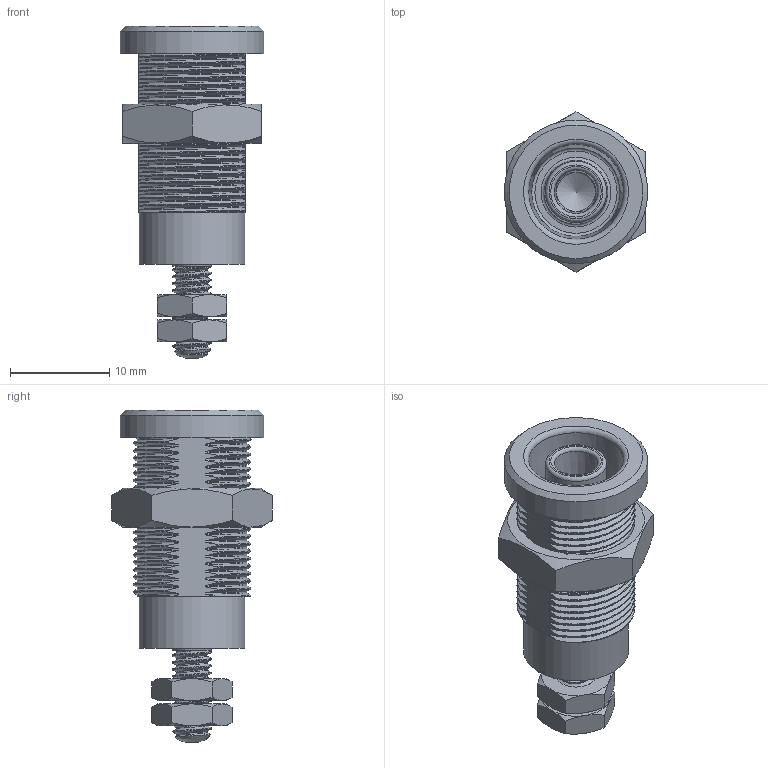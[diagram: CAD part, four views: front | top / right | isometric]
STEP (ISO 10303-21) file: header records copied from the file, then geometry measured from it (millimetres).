
FILE_DESCRIPTION(/* description */ (''),/* implementation_level */ '2;1');
FILE_NAME(/* name */ 'Pomona 72930 v5.step',/* time_stamp */ '2021-04-10T13:46:57-07:00',/* author */ (''),/* organization */ (''),/* preprocessor_version */ 'ST-DEVELOPER v18.1',/* originating_system */ 'Autodesk Translation Framework v9.10.0.1330',/* authorisation */ '');
FILE_SCHEMA (('AUTOMOTIVE_DESIGN { 1 0 10303 214 3 1 1 }'));
Length unit declared in the file: inch
Products named in the file (2): Pomona 72930; 93935A325
Assembly tree (2 placements, depth 2):
  Pomona 72930
    93935A325  x2
Bounding box: 14.48 x 16.17 x 33.47 mm (x, y, z)
Volume: 2030.9 mm3; surface area: 4308.4 mm2
Topology: 5 solids, 5 shells, 333 faces, 904 edges, 587 vertices
Faces by surface type: cylinder 141, bspline 100, cone 48, plane 37, torus 7
Full cylindrical faces by diameter (mm): 3.111 x5, 3.908 x7, 3.93 x1, 4 x4, 5.628 x2, 10.6 x1, 11.283 x4, 12.124 x5, 14 x1, 14.478 x1
Entity records: 16705 total; most frequent: CARTESIAN_POINT 10245, ORIENTED_EDGE 1656, EDGE_CURVE 828, DIRECTION 817, VERTEX_POINT 542, B_SPLINE_CURVE_WITH_KNOTS 460, EDGE_LOOP 314, FACE_OUTER_BOUND 301
